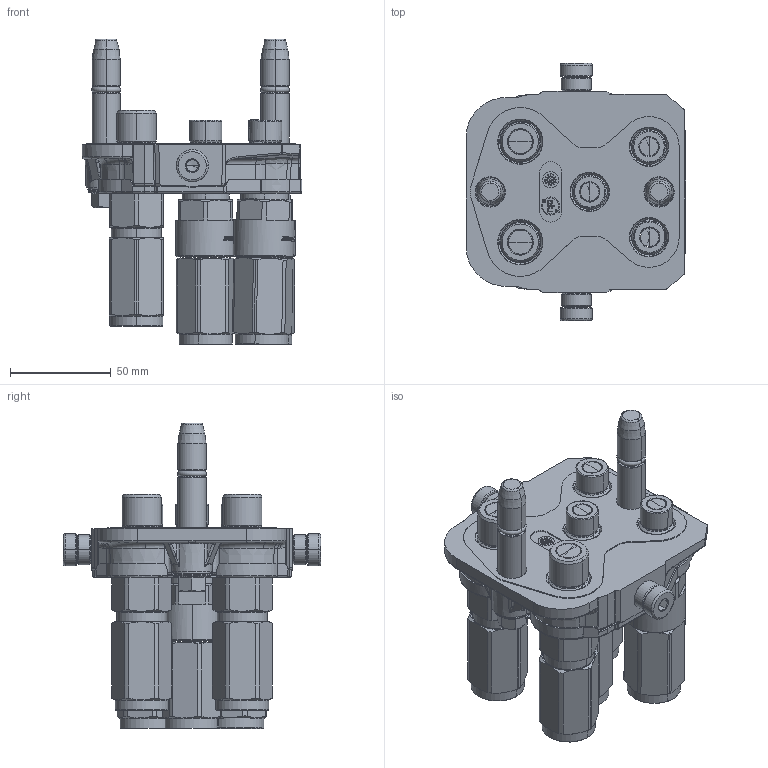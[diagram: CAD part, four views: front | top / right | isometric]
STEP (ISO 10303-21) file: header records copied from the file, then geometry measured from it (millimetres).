
FILE_DESCRIPTION (( 'STEP AP214' ), '1' );
FILE_NAME ('FASTER.step', '2022-03-15T06:15:00', ( '' ), ( '' ), 'SwSTEP 2.0', 'SolidWorks 2017', '' );
FILE_SCHEMA (( 'AUTOMOTIVE_DESIGN' ));
Length unit declared in the file: millimetre
Products named in the file (14): or2_62x9_19_m; 4830_013_3000_020; 1540_080_0008_000; 3ffnp14_gas_ms; P5065_M_BASE; 3ffnp38_gas_m; FASTER; et002; 4800_315_0001_000; 4830_021_0000_000; 4830_010_2101_000; 4830_028_1000_002
Assembly tree (21 placements, depth 3):
  FASTER
    P5065_M_BASE
      4830_010_2101_000
      4830_021_0000_000  x2
      1540_080_0008_000  x2
      or2_62x9_19_m  x2
      4830_013_3000_020  x2
      4830_028_1000_002  x2
      4800_315_0001_000
    3ffnp38_gas_m  x2
      3ffnp38_gas_m
    3ffnp14_gas_ms  x3
      3ffnp14_gas_ms
    et002
Bounding box: 109.36 x 128 x 152.11 mm (x, y, z)
Volume: 7964.6 mm3; surface area: 138029.4 mm2
Topology: 6 solids, 57 shells, 4265 faces, 12283 edges, 8032 vertices
Faces by surface type: plane 2568, cylinder 648, cone 410, bspline 394, torus 201, sphere 44
Entity records: 144202 total; most frequent: CARTESIAN_POINT 54560, ORIENTED_EDGE 18759, DIRECTION 15998, EDGE_CURVE 9692, VECTOR 6614, LINE 6614, VERTEX_POINT 6285, AXIS2_PLACEMENT_3D 4692
